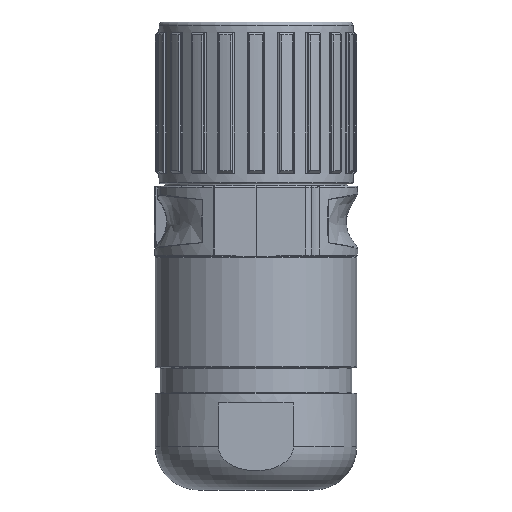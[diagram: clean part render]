
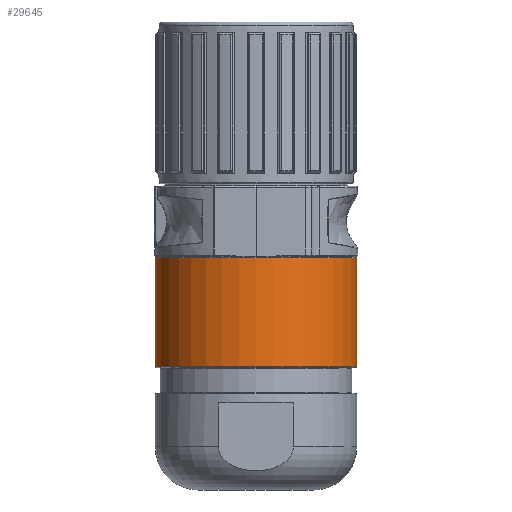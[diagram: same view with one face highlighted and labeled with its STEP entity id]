
A CAD part, left-side view. The second image highlights one B-rep face of the part: STEP entity #29645.
In plain terms, the highlighted cylindrical face has radius 14 mm (diameter 28 mm), a partial arc.
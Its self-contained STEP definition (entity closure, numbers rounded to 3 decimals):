
#70=CARTESIAN_POINT('',(0.,0.,-21.5));
#71=DIRECTION('',(0.,0.,1.));
#72=DIRECTION('',(0.,1.,0.));
#73=AXIS2_PLACEMENT_3D('',#70,#71,#72);
#10647=CARTESIAN_POINT('',(0.,0.,-36.7));
#10648=DIRECTION('',(0.,0.,-1.));
#10649=DIRECTION('',(0.,-1.,0.));
#10650=AXIS2_PLACEMENT_3D('',#10647,#10648,#10649);
#10652=DIRECTION('',(0.,0.,1.));
#10653=VECTOR('',#10652,15.2);
#10654=CARTESIAN_POINT('',(0.,14.,-36.7));
#10655=LINE('',#10654,#10653);
#10656=DIRECTION('',(0.,0.,1.));
#10657=VECTOR('',#10656,15.2);
#10658=CARTESIAN_POINT('',(0.,-14.,-36.7));
#10659=LINE('',#10658,#10657);
#13355=CARTESIAN_POINT('',(0.,14.,-21.5));
#13356=CARTESIAN_POINT('',(0.,-14.,-21.5));
#13357=VERTEX_POINT('',#13355);
#13358=VERTEX_POINT('',#13356);
#13383=CARTESIAN_POINT('',(0.,14.,-36.7));
#13384=CARTESIAN_POINT('',(0.,-14.,-36.7));
#13385=VERTEX_POINT('',#13383);
#13386=VERTEX_POINT('',#13384);
#29631=CARTESIAN_POINT('',(0.,0.,-19.675));
#29632=DIRECTION('',(0.,0.,-1.));
#29633=DIRECTION('',(0.,-1.,0.));
#29634=AXIS2_PLACEMENT_3D('',#29631,#29632,#29633);
#29635=CYLINDRICAL_SURFACE('',#29634,14.);
#29637=ORIENTED_EDGE('',*,*,#29636,.T.);
#29639=ORIENTED_EDGE('',*,*,#29638,.T.);
#29640=ORIENTED_EDGE('',*,*,#13652,.T.);
#29642=ORIENTED_EDGE('',*,*,#29641,.F.);
#29643=EDGE_LOOP('',(#29637,#29639,#29640,#29642));
#29644=FACE_OUTER_BOUND('',#29643,.F.);
#74=CIRCLE('',#73,14.);
#10651=CIRCLE('',#10650,14.);
#13652=EDGE_CURVE('',#13357,#13358,#74,.T.);
#29636=EDGE_CURVE('',#13386,#13385,#10651,.T.);
#29638=EDGE_CURVE('',#13385,#13357,#10655,.T.);
#29641=EDGE_CURVE('',#13386,#13358,#10659,.T.);
#29645=ADVANCED_FACE('',(#29644),#29635,.T.);
